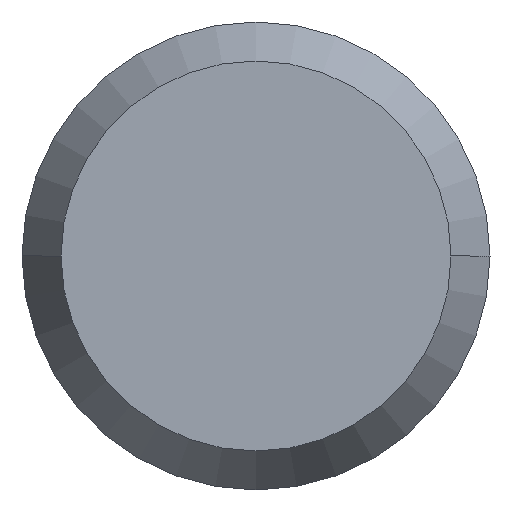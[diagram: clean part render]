
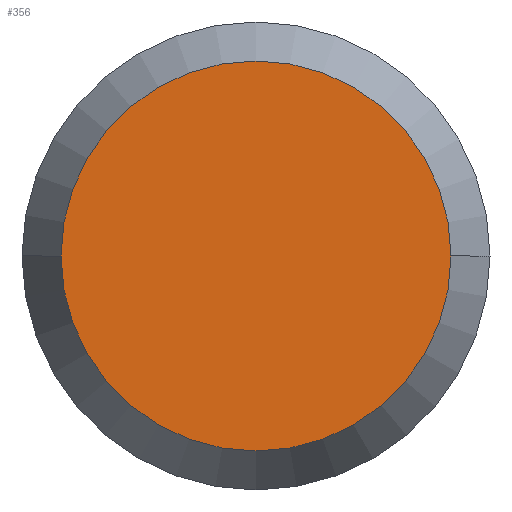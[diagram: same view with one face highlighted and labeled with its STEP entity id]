
A CAD part, front view. The second image highlights one B-rep face of the part: STEP entity #356.
In plain terms, the highlighted face is planar.
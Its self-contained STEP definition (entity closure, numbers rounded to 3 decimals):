
#2 = CIRCLE ( 'NONE', #862, 5. ) ;
#59 = CARTESIAN_POINT ( 'NONE',  ( 0., -5., 0. ) ) ;
#68 = AXIS2_PLACEMENT_3D ( 'NONE', #404, #605, #251 ) ;
#115 = CARTESIAN_POINT ( 'NONE',  ( 0., 0., 0. ) ) ;
#174 = DIRECTION ( 'NONE',  ( 0., 1., 0. ) ) ;
#220 = DIRECTION ( 'NONE',  ( 0., 1., 0. ) ) ;
#251 = DIRECTION ( 'NONE',  ( 0., 1., 0. ) ) ;
#295 = DIRECTION ( 'NONE',  ( -1., 0., 0. ) ) ;
#322 = PLANE ( 'NONE',  #68 ) ;
#356 = ADVANCED_FACE ( 'NONE', ( #811 ), #322, .F. ) ;
#358 = CIRCLE ( 'NONE', #370, 5. ) ;
#370 = AXIS2_PLACEMENT_3D ( 'NONE', #778, #295, #220 ) ;
#397 = VERTEX_POINT ( 'NONE', #59 ) ;
#399 = CARTESIAN_POINT ( 'NONE',  ( 0., 5., 0. ) ) ;
#402 = EDGE_LOOP ( 'NONE', ( #782, #485 ) ) ;
#404 = CARTESIAN_POINT ( 'NONE',  ( 0., 0., 0. ) ) ;
#485 = ORIENTED_EDGE ( 'NONE', *, *, #639, .T. ) ;
#532 = DIRECTION ( 'NONE',  ( -1., 0., 0. ) ) ;
#605 = DIRECTION ( 'NONE',  ( 1., 0., 0. ) ) ;
#639 = EDGE_CURVE ( 'NONE', #397, #668, #358, .T. ) ;
#668 = VERTEX_POINT ( 'NONE', #399 ) ;
#710 = EDGE_CURVE ( 'NONE', #668, #397, #2, .T. ) ;
#778 = CARTESIAN_POINT ( 'NONE',  ( 0., 0., 0. ) ) ;
#782 = ORIENTED_EDGE ( 'NONE', *, *, #710, .T. ) ;
#811 = FACE_OUTER_BOUND ( 'NONE', #402, .T. ) ;
#862 = AXIS2_PLACEMENT_3D ( 'NONE', #115, #532, #174 ) ;
